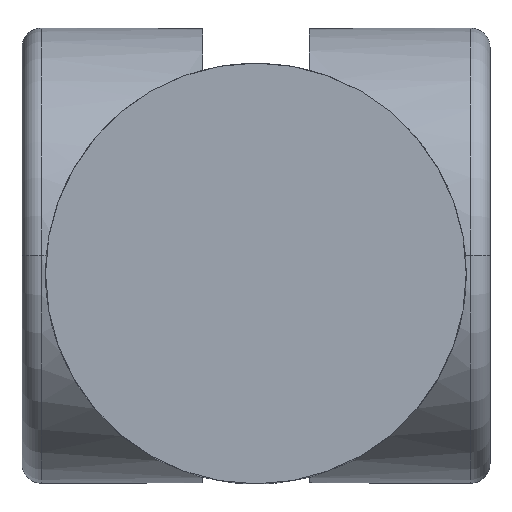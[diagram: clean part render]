
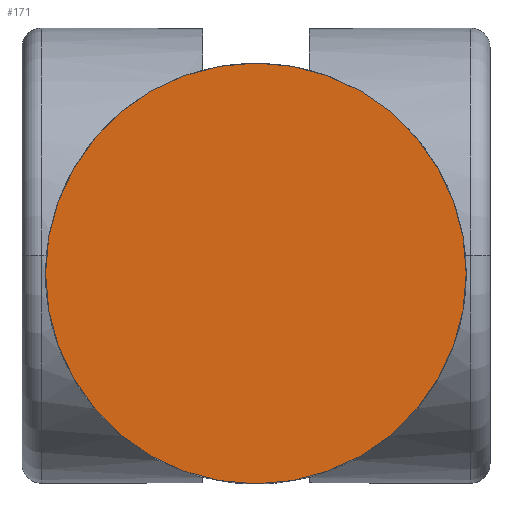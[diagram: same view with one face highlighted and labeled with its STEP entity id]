
A CAD part, top view. The second image highlights one B-rep face of the part: STEP entity #171.
In plain terms, the highlighted planar face has unit normal (0, 0, 1).
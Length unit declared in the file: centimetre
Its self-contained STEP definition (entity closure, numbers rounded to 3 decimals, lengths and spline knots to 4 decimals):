
#57 = DIRECTION ( 'NONE',  ( 1., 0., 0. ) ) ;
#90 = DIRECTION ( 'NONE',  ( 1., 0., 0. ) ) ;
#91 = AXIS2_PLACEMENT_3D ( 'NONE', #226, #112, #57 ) ;
#93 = CARTESIAN_POINT ( 'NONE',  ( 12.2483, -0.5087, 11.355 ) ) ;
#112 = DIRECTION ( 'NONE',  ( 0., 0., 1. ) ) ;
#141 = CIRCLE ( 'NONE', #327, 5.8 ) ;
#155 = EDGE_CURVE ( 'NONE', #169, #322, #141, .T. ) ;
#169 = VERTEX_POINT ( 'NONE', #93 ) ;
#171 = ADVANCED_FACE ( 'NONE', ( #379 ), #264, .F. ) ;
#206 = DIRECTION ( 'NONE',  ( 0., 0., -1. ) ) ;
#208 = DIRECTION ( 'NONE',  ( 0., 0., 1. ) ) ;
#226 = CARTESIAN_POINT ( 'NONE',  ( 6.4483, -0.5087, 11.355 ) ) ;
#253 = EDGE_CURVE ( 'NONE', #322, #169, #548, .T. ) ;
#264 = PLANE ( 'NONE',  #367 ) ;
#322 = VERTEX_POINT ( 'NONE', #387 ) ;
#327 = AXIS2_PLACEMENT_3D ( 'NONE', #520, #208, #90 ) ;
#342 = ORIENTED_EDGE ( 'NONE', *, *, #155, .T. ) ;
#367 = AXIS2_PLACEMENT_3D ( 'NONE', #622, #206, #368 ) ;
#368 = DIRECTION ( 'NONE',  ( -1., 0., 0. ) ) ;
#379 = FACE_OUTER_BOUND ( 'NONE', #572, .T. ) ;
#387 = CARTESIAN_POINT ( 'NONE',  ( 0.6483, -0.5087, 11.355 ) ) ;
#520 = CARTESIAN_POINT ( 'NONE',  ( 6.4483, -0.5087, 11.355 ) ) ;
#548 = CIRCLE ( 'NONE', #91, 5.8 ) ;
#559 = ORIENTED_EDGE ( 'NONE', *, *, #253, .T. ) ;
#572 = EDGE_LOOP ( 'NONE', ( #559, #342 ) ) ;
#622 = CARTESIAN_POINT ( 'NONE',  ( 0., 0., 11.355 ) ) ;
